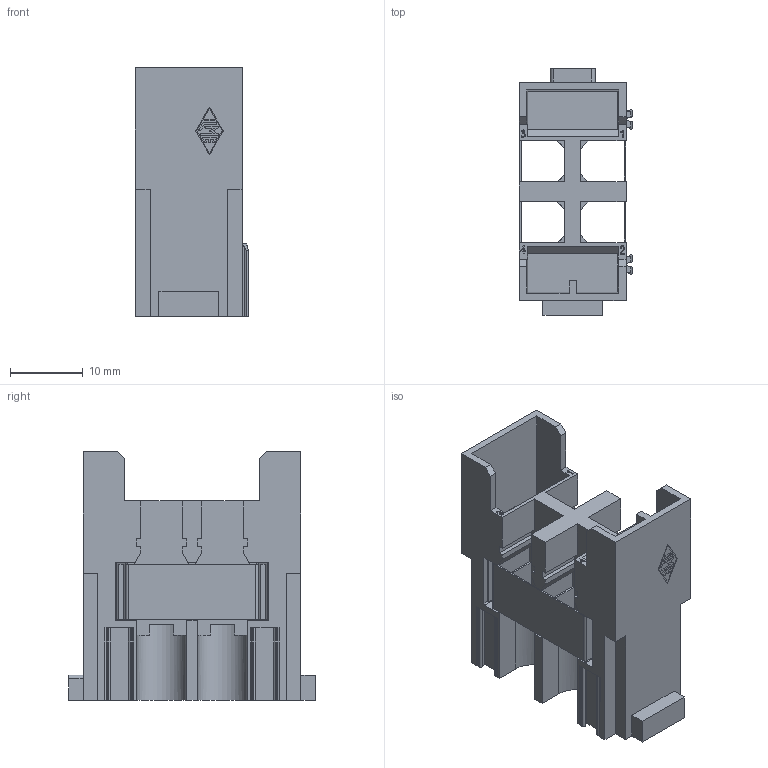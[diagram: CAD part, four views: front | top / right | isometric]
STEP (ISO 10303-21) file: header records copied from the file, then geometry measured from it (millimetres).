
FILE_DESCRIPTION(('Creo Elements/Direct Modeling STEP Export'),'2;1');
FILE_NAME('0ln7uvk45e7tdme1648','2016-10-28T15:53:45',(''),(''),'PTC Creo Elements/Direct Modeling STEP processor for AP214 (Solid Model)','PTC Creo Elements/Direct Modeling 19.0E 27-Jun-2016 (C) Parametric Technology GmbH','');
FILE_SCHEMA(('AUTOMOTIVE_DESIGN { 1 0 10303 214 1 1 1 1 }'));
Length unit declared in the file: millimetre
Products named in the file (2): CX_04_SCM
Assembly tree (1 placements, depth 2):
  CX_04_SCM
    CX_04_SCM
Bounding box: 15.6 x 34 x 34.3 mm (x, y, z)
Volume: 6547.2 mm3; surface area: 7345.2 mm2
Topology: 1 solids, 1 shells, 512 faces, 1633 edges, 1112 vertices
Faces by surface type: plane 408, cylinder 88, sphere 16
Entity records: 21477 total; most frequent: ORIENTED_EDGE 3242, CARTESIAN_POINT 3122, DIRECTION 2655, EDGE_CURVE 1617, VECTOR 1365, LINE 1365, VERTEX_POINT 1112, AXIS2_PLACEMENT_3D 645
